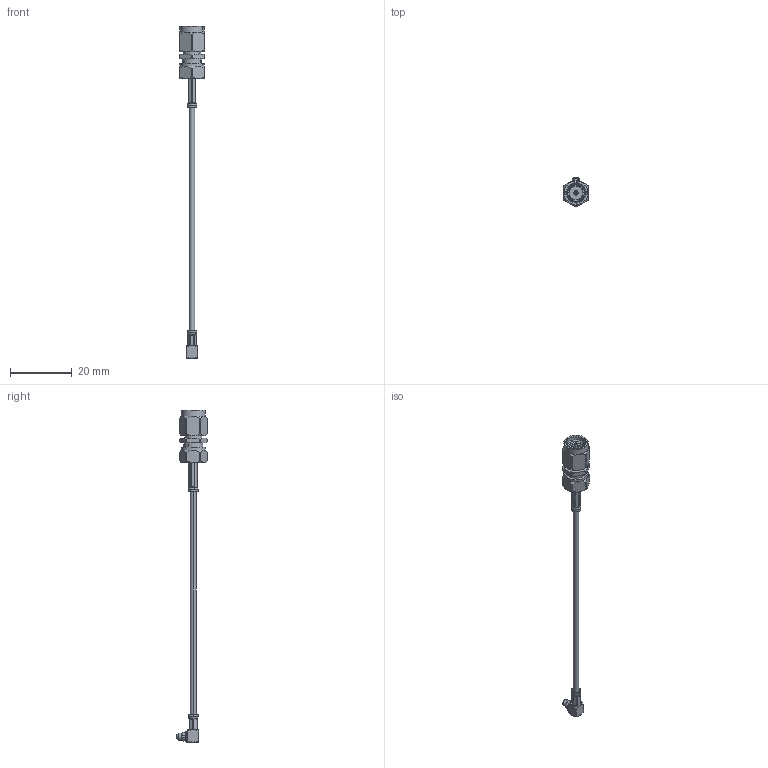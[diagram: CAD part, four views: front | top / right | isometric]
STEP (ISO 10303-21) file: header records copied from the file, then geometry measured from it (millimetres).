
FILE_DESCRIPTION (( 'STEP AP203' ), '1' );
FILE_NAME ('PE34777.step', '2018-05-24T19:48:11', ( '' ), ( '' ), 'SwSTEP 2.0', 'SolidWorks 2017', '' );
FILE_SCHEMA (( 'CONFIG_CONTROL_DESIGN' ));
Length unit declared in the file: inch
Products named in the file (4): PE34777; PE4899_Crimped; Coax Cable_RG178B-U; PE4398_CRIMPED
Assembly tree (3 placements, depth 2):
  PE34777
    Coax Cable_RG178B-U
    PE4398_CRIMPED
    PE4899_Crimped
Bounding box: 7.94 x 9.83 x 107.53 mm (x, y, z)
Volume: 1059.5 mm3; surface area: 1698.9 mm2
Topology: 5 solids, 5 shells, 309 faces, 767 edges, 487 vertices
Faces by surface type: cylinder 134, plane 93, cone 63, bspline 11, torus 6, sphere 2
Entity records: 13260 total; most frequent: CARTESIAN_POINT 5841, ORIENTED_EDGE 1526, DIRECTION 1395, EDGE_CURVE 763, AXIS2_PLACEMENT_3D 577, VERTEX_POINT 485, EDGE_LOOP 332, ADVANCED_FACE 309
